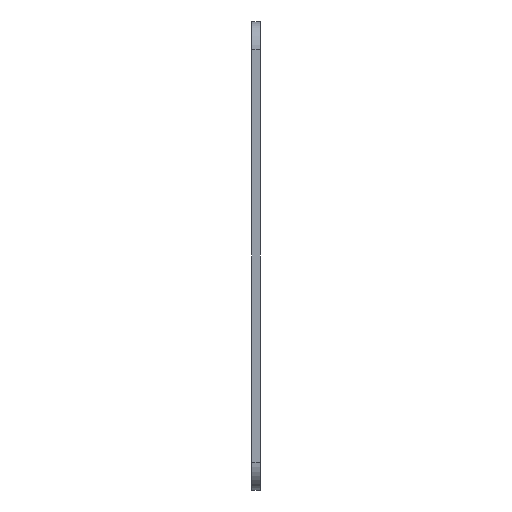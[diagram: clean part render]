
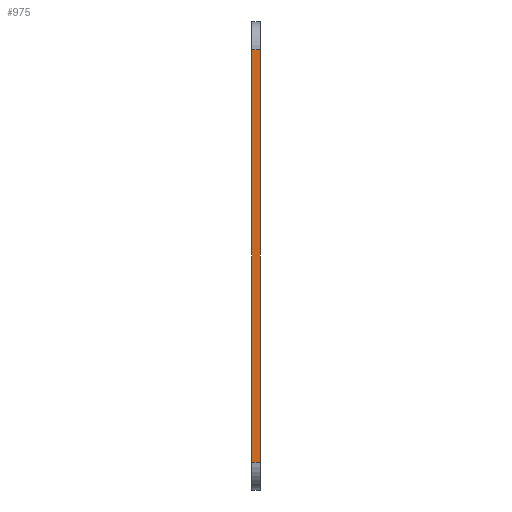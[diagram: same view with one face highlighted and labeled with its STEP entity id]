
A CAD part, left-side view. The second image highlights one B-rep face of the part: STEP entity #975.
In plain terms, the highlighted planar face has unit normal (-1, 0, 0).
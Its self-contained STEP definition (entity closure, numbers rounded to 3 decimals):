
#36=PLANE('',#1066);
#65=FACE_OUTER_BOUND('',#124,.T.);
#124=EDGE_LOOP('',(#725,#726,#727,#728));
#183=LINE('',#1447,#279);
#208=LINE('',#1544,#304);
#209=LINE('',#1547,#305);
#210=LINE('',#1548,#306);
#279=VECTOR('',#1151,10.);
#304=VECTOR('',#1230,10.);
#305=VECTOR('',#1233,10.);
#306=VECTOR('',#1234,10.);
#424=VERTEX_POINT('',#1444);
#425=VERTEX_POINT('',#1446);
#470=VERTEX_POINT('',#1542);
#471=VERTEX_POINT('',#1546);
#522=EDGE_CURVE('',#424,#425,#183,.T.);
#571=EDGE_CURVE('',#425,#470,#208,.T.);
#572=EDGE_CURVE('',#471,#424,#209,.T.);
#573=EDGE_CURVE('',#470,#471,#210,.T.);
#725=ORIENTED_EDGE('',*,*,#571,.F.);
#726=ORIENTED_EDGE('',*,*,#522,.F.);
#727=ORIENTED_EDGE('',*,*,#572,.F.);
#728=ORIENTED_EDGE('',*,*,#573,.F.);
#975=ADVANCED_FACE('',(#65),#36,.T.);
#1066=AXIS2_PLACEMENT_3D('',#1545,#1231,#1232);
#1151=DIRECTION('',(0.,0.,-1.));
#1230=DIRECTION('',(0.,1.,0.));
#1231=DIRECTION('center_axis',(-1.,0.,0.));
#1232=DIRECTION('ref_axis',(0.,0.,1.));
#1233=DIRECTION('',(0.,-1.,0.));
#1234=DIRECTION('',(0.,0.,1.));
#1444=CARTESIAN_POINT('',(0.,0.,-5.));
#1446=CARTESIAN_POINT('',(0.,0.,-79.5));
#1447=CARTESIAN_POINT('',(0.,0.,0.));
#1542=CARTESIAN_POINT('',(0.,1.5,-79.5));
#1544=CARTESIAN_POINT('',(0.,0.,-79.5));
#1545=CARTESIAN_POINT('Origin',(0.,0.,-84.5));
#1546=CARTESIAN_POINT('',(0.,1.5,-5.));
#1547=CARTESIAN_POINT('',(0.,0.,-5.));
#1548=CARTESIAN_POINT('',(0.,1.5,0.));
